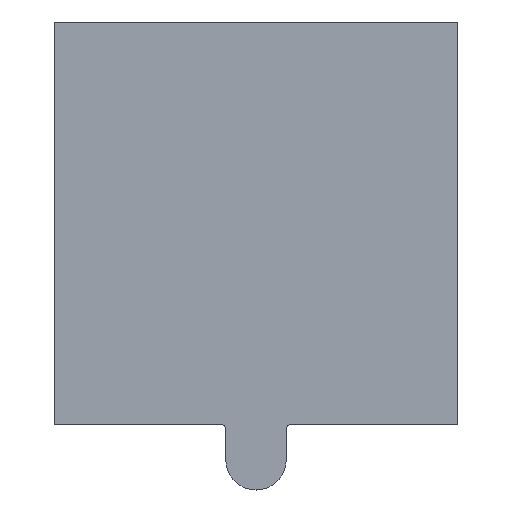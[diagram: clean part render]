
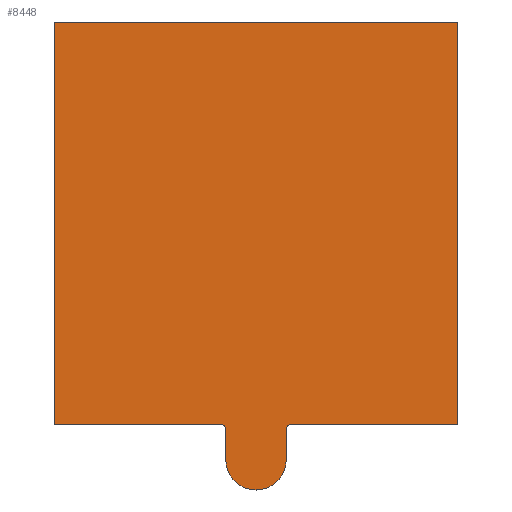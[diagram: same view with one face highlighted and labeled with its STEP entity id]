
A CAD part, top view. The second image highlights one B-rep face of the part: STEP entity #8448.
In plain terms, the highlighted planar face has unit normal (0, 0, 1).
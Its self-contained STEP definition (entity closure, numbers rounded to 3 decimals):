
#10 = CARTESIAN_POINT ( 'NONE',  ( -170.012, 20.011, 0.26 ) ) ;
#36 = DIRECTION ( 'NONE',  ( -1., 0., 0. ) ) ;
#104 = CIRCLE ( 'NONE', #4939, 3. ) ;
#232 = EDGE_CURVE ( 'NONE', #10007, #8477, #14466, .T. ) ;
#334 = LINE ( 'NONE', #3387, #14199 ) ;
#581 = AXIS2_PLACEMENT_3D ( 'NONE', #10028, #11626, #36 ) ;
#670 = CARTESIAN_POINT ( 'NONE',  ( -146.512, -20.489, 0.26 ) ) ;
#1014 = CARTESIAN_POINT ( 'NONE',  ( -147.012, -23.489, 0.26 ) ) ;
#1063 = EDGE_LOOP ( 'NONE', ( #6100, #8929, #14532, #10493, #15117, #14705, #4865, #18197, #16466, #15602 ) ) ;
#1253 = EDGE_CURVE ( 'NONE', #8477, #11109, #7160, .T. ) ;
#1500 = CARTESIAN_POINT ( 'NONE',  ( -170.012, 20.011, 0.26 ) ) ;
#2433 = VECTOR ( 'NONE', #15983, 1000. ) ;
#3146 = CARTESIAN_POINT ( 'NONE',  ( -153.012, -23.489, 0.26 ) ) ;
#3387 = CARTESIAN_POINT ( 'NONE',  ( -130.012, 20.011, 0.26 ) ) ;
#3447 = VERTEX_POINT ( 'NONE', #13323 ) ;
#3831 = DIRECTION ( 'NONE',  ( 0., -1., 0. ) ) ;
#3884 = LINE ( 'NONE', #11108, #10654 ) ;
#3916 = VERTEX_POINT ( 'NONE', #14769 ) ;
#4817 = EDGE_CURVE ( 'NONE', #18301, #6350, #334, .T. ) ;
#4865 = ORIENTED_EDGE ( 'NONE', *, *, #17135, .F. ) ;
#4939 = AXIS2_PLACEMENT_3D ( 'NONE', #9718, #17060, #8457 ) ;
#5271 = EDGE_CURVE ( 'NONE', #16511, #11109, #104, .T. ) ;
#5515 = LINE ( 'NONE', #10, #17917 ) ;
#5618 = DIRECTION ( 'NONE',  ( -1., 0., 0. ) ) ;
#6100 = ORIENTED_EDGE ( 'NONE', *, *, #232, .F. ) ;
#6350 = VERTEX_POINT ( 'NONE', #8930 ) ;
#6459 = DIRECTION ( 'NONE',  ( 0., 0., -1. ) ) ;
#6768 = LINE ( 'NONE', #16692, #7545 ) ;
#7160 = LINE ( 'NONE', #8578, #16165 ) ;
#7286 = VERTEX_POINT ( 'NONE', #9046 ) ;
#7545 = VECTOR ( 'NONE', #9543, 1000. ) ;
#8065 = CARTESIAN_POINT ( 'NONE',  ( -146.512, -19.989, 0.26 ) ) ;
#8448 = ADVANCED_FACE ( 'NONE', ( #16387 ), #13617, .F. ) ;
#8457 = DIRECTION ( 'NONE',  ( 1., 0., 0. ) ) ;
#8477 = VERTEX_POINT ( 'NONE', #11190 ) ;
#8578 = CARTESIAN_POINT ( 'NONE',  ( -147.012, -20.489, 0.26 ) ) ;
#8769 = CIRCLE ( 'NONE', #581, 0.5 ) ;
#8929 = ORIENTED_EDGE ( 'NONE', *, *, #18184, .F. ) ;
#8930 = CARTESIAN_POINT ( 'NONE',  ( -130.012, -19.989, 0.26 ) ) ;
#9046 = CARTESIAN_POINT ( 'NONE',  ( -170.012, -19.989, 0.26 ) ) ;
#9543 = DIRECTION ( 'NONE',  ( -1., 0., 0. ) ) ;
#9718 = CARTESIAN_POINT ( 'NONE',  ( -150.012, -23.489, 0.26 ) ) ;
#10007 = VERTEX_POINT ( 'NONE', #8065 ) ;
#10028 = CARTESIAN_POINT ( 'NONE',  ( -153.512, -20.489, 0.26 ) ) ;
#10277 = AXIS2_PLACEMENT_3D ( 'NONE', #13214, #10331, #17404 ) ;
#10305 = AXIS2_PLACEMENT_3D ( 'NONE', #670, #6459, #10830 ) ;
#10331 = DIRECTION ( 'NONE',  ( 0., 0., 1. ) ) ;
#10493 = ORIENTED_EDGE ( 'NONE', *, *, #11977, .F. ) ;
#10654 = VECTOR ( 'NONE', #11466, 1000. ) ;
#10830 = DIRECTION ( 'NONE',  ( -1., 0., 0. ) ) ;
#11108 = CARTESIAN_POINT ( 'NONE',  ( -170.012, -19.989, 0.26 ) ) ;
#11109 = VERTEX_POINT ( 'NONE', #1014 ) ;
#11190 = CARTESIAN_POINT ( 'NONE',  ( -147.012, -20.489, 0.26 ) ) ;
#11232 = CARTESIAN_POINT ( 'NONE',  ( -130.012, -19.989, 0.26 ) ) ;
#11466 = DIRECTION ( 'NONE',  ( 0., 1., 0. ) ) ;
#11626 = DIRECTION ( 'NONE',  ( 0., 0., 1. ) ) ;
#11977 = EDGE_CURVE ( 'NONE', #16787, #18301, #5515, .T. ) ;
#12626 = DIRECTION ( 'NONE',  ( 1., 0., 0. ) ) ;
#12899 = LINE ( 'NONE', #11232, #13615 ) ;
#13214 = CARTESIAN_POINT ( 'NONE',  ( -146.512, -20.489, 0.26 ) ) ;
#13323 = CARTESIAN_POINT ( 'NONE',  ( -153.512, -19.989, 0.26 ) ) ;
#13615 = VECTOR ( 'NONE', #5618, 1000. ) ;
#13617 = PLANE ( 'NONE',  #10305 ) ;
#13900 = CARTESIAN_POINT ( 'NONE',  ( -153.012, -23.489, 0.26 ) ) ;
#14199 = VECTOR ( 'NONE', #16034, 1000. ) ;
#14466 = CIRCLE ( 'NONE', #10277, 0.5 ) ;
#14532 = ORIENTED_EDGE ( 'NONE', *, *, #4817, .F. ) ;
#14705 = ORIENTED_EDGE ( 'NONE', *, *, #16264, .F. ) ;
#14769 = CARTESIAN_POINT ( 'NONE',  ( -153.012, -20.489, 0.26 ) ) ;
#14889 = EDGE_CURVE ( 'NONE', #16511, #3916, #17623, .T. ) ;
#15047 = CARTESIAN_POINT ( 'NONE',  ( -130.012, 20.011, 0.26 ) ) ;
#15117 = ORIENTED_EDGE ( 'NONE', *, *, #15793, .F. ) ;
#15602 = ORIENTED_EDGE ( 'NONE', *, *, #1253, .F. ) ;
#15793 = EDGE_CURVE ( 'NONE', #7286, #16787, #3884, .T. ) ;
#15983 = DIRECTION ( 'NONE',  ( 0., 1., 0. ) ) ;
#16034 = DIRECTION ( 'NONE',  ( 0., -1., 0. ) ) ;
#16165 = VECTOR ( 'NONE', #3831, 1000. ) ;
#16264 = EDGE_CURVE ( 'NONE', #3447, #7286, #6768, .T. ) ;
#16387 = FACE_OUTER_BOUND ( 'NONE', #1063, .T. ) ;
#16466 = ORIENTED_EDGE ( 'NONE', *, *, #5271, .T. ) ;
#16511 = VERTEX_POINT ( 'NONE', #13900 ) ;
#16692 = CARTESIAN_POINT ( 'NONE',  ( -153.512, -19.989, 0.26 ) ) ;
#16787 = VERTEX_POINT ( 'NONE', #1500 ) ;
#17060 = DIRECTION ( 'NONE',  ( 0., 0., 1. ) ) ;
#17135 = EDGE_CURVE ( 'NONE', #3916, #3447, #8769, .T. ) ;
#17404 = DIRECTION ( 'NONE',  ( -1., 0., 0. ) ) ;
#17623 = LINE ( 'NONE', #3146, #2433 ) ;
#17917 = VECTOR ( 'NONE', #12626, 1000. ) ;
#18184 = EDGE_CURVE ( 'NONE', #6350, #10007, #12899, .T. ) ;
#18197 = ORIENTED_EDGE ( 'NONE', *, *, #14889, .F. ) ;
#18301 = VERTEX_POINT ( 'NONE', #15047 ) ;
